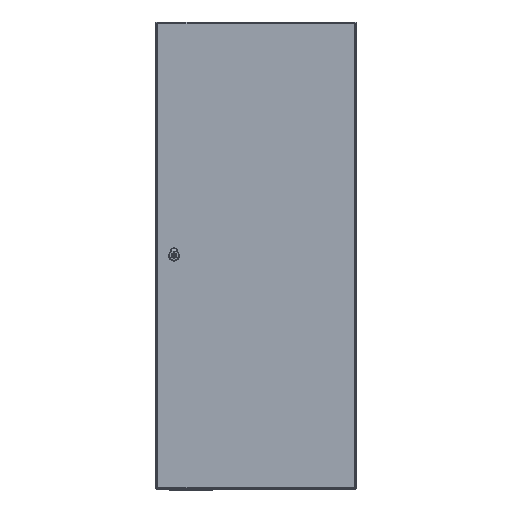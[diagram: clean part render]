
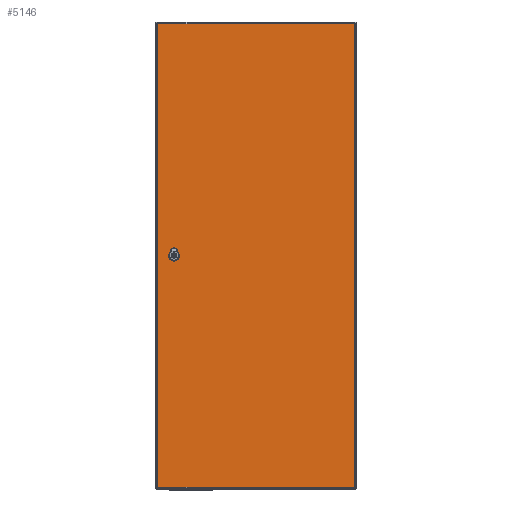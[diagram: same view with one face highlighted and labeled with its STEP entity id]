
A CAD part, top view. The second image highlights one B-rep face of the part: STEP entity #5146.
In plain terms, the highlighted face is planar.
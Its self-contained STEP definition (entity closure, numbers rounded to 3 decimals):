
#3012=FACE_BOUND('',#7460,.T.);
#3013=FACE_BOUND('',#7461,.T.);
#4320=CIRCLE('',#19728,11.25);
#4321=CIRCLE('',#19729,11.25);
#4322=CIRCLE('',#19730,11.25);
#4323=CIRCLE('',#19731,11.25);
#4324=CIRCLE('',#19732,1.);
#4325=CIRCLE('',#19733,1.);
#4326=CIRCLE('',#19734,1.);
#4327=CIRCLE('',#19735,1.);
#5146=ADVANCED_FACE('',(#3012,#3013),#5777,.F.);
#5777=PLANE('',#19736);
#7460=EDGE_LOOP('',(#10279,#10280,#10281,#10282,#10283,#10284,#10285,#10286));
#7461=EDGE_LOOP('',(#10287,#10288,#10289,#10290,#10291,#10292,#10293,#10294));
#10279=ORIENTED_EDGE('',*,*,#15506,.T.);
#10280=ORIENTED_EDGE('',*,*,#15507,.T.);
#10281=ORIENTED_EDGE('',*,*,#15508,.T.);
#10282=ORIENTED_EDGE('',*,*,#15509,.T.);
#10283=ORIENTED_EDGE('',*,*,#15510,.T.);
#10284=ORIENTED_EDGE('',*,*,#15511,.T.);
#10285=ORIENTED_EDGE('',*,*,#15512,.T.);
#10286=ORIENTED_EDGE('',*,*,#15513,.T.);
#10287=ORIENTED_EDGE('',*,*,#15514,.F.);
#10288=ORIENTED_EDGE('',*,*,#15515,.F.);
#10289=ORIENTED_EDGE('',*,*,#15516,.F.);
#10290=ORIENTED_EDGE('',*,*,#15517,.F.);
#10291=ORIENTED_EDGE('',*,*,#15518,.F.);
#10292=ORIENTED_EDGE('',*,*,#15519,.F.);
#10293=ORIENTED_EDGE('',*,*,#15520,.F.);
#10294=ORIENTED_EDGE('',*,*,#15521,.F.);
#13615=VERTEX_POINT('',#28201);
#13616=VERTEX_POINT('',#28202);
#13617=VERTEX_POINT('',#28204);
#13618=VERTEX_POINT('',#28206);
#13619=VERTEX_POINT('',#28208);
#13620=VERTEX_POINT('',#28210);
#13621=VERTEX_POINT('',#28212);
#13622=VERTEX_POINT('',#28214);
#13623=VERTEX_POINT('',#28217);
#13624=VERTEX_POINT('',#28218);
#13625=VERTEX_POINT('',#28220);
#13626=VERTEX_POINT('',#28222);
#13627=VERTEX_POINT('',#28224);
#13628=VERTEX_POINT('',#28226);
#13629=VERTEX_POINT('',#28228);
#13630=VERTEX_POINT('',#28230);
#15506=EDGE_CURVE('',#13615,#13616,#17175,.T.);
#15507=EDGE_CURVE('',#13616,#13617,#4320,.T.);
#15508=EDGE_CURVE('',#13617,#13618,#17176,.T.);
#15509=EDGE_CURVE('',#13618,#13619,#4321,.T.);
#15510=EDGE_CURVE('',#13619,#13620,#17177,.T.);
#15511=EDGE_CURVE('',#13620,#13621,#4322,.T.);
#15512=EDGE_CURVE('',#13621,#13622,#17178,.T.);
#15513=EDGE_CURVE('',#13622,#13615,#4323,.T.);
#15514=EDGE_CURVE('',#13623,#13624,#4324,.T.);
#15515=EDGE_CURVE('',#13625,#13623,#17179,.T.);
#15516=EDGE_CURVE('',#13626,#13625,#4325,.T.);
#15517=EDGE_CURVE('',#13627,#13626,#17180,.T.);
#15518=EDGE_CURVE('',#13628,#13627,#4326,.T.);
#15519=EDGE_CURVE('',#13629,#13628,#17181,.T.);
#15520=EDGE_CURVE('',#13630,#13629,#4327,.T.);
#15521=EDGE_CURVE('',#13624,#13630,#17182,.T.);
#17175=LINE('',#28200,#18220);
#17176=LINE('',#28205,#18221);
#17177=LINE('',#28209,#18222);
#17178=LINE('',#28213,#18223);
#17179=LINE('',#28219,#18224);
#17180=LINE('',#28223,#18225);
#17181=LINE('',#28227,#18226);
#17182=LINE('',#28231,#18227);
#18220=VECTOR('',#23227,1.);
#18221=VECTOR('',#23230,1.);
#18222=VECTOR('',#23233,1.);
#18223=VECTOR('',#23236,1.);
#18224=VECTOR('',#23241,1.);
#18225=VECTOR('',#23244,1.);
#18226=VECTOR('',#23247,1.);
#18227=VECTOR('',#23250,1.);
#19728=AXIS2_PLACEMENT_3D('',#28203,#23228,#23229);
#19729=AXIS2_PLACEMENT_3D('',#28207,#23231,#23232);
#19730=AXIS2_PLACEMENT_3D('',#28211,#23234,#23235);
#19731=AXIS2_PLACEMENT_3D('',#28215,#23237,#23238);
#19732=AXIS2_PLACEMENT_3D('',#28216,#23239,#23240);
#19733=AXIS2_PLACEMENT_3D('',#28221,#23242,#23243);
#19734=AXIS2_PLACEMENT_3D('',#28225,#23245,#23246);
#19735=AXIS2_PLACEMENT_3D('',#28229,#23248,#23249);
#19736=AXIS2_PLACEMENT_3D('',#28232,#23251,#23252);
#23227=DIRECTION('',(-1.,0.,0.));
#23228=DIRECTION('',(0.,0.,1.));
#23229=DIRECTION('',(1.,0.,0.));
#23230=DIRECTION('',(0.,-1.,0.));
#23231=DIRECTION('',(0.,0.,1.));
#23232=DIRECTION('',(1.,0.,0.));
#23233=DIRECTION('',(1.,0.,0.));
#23234=DIRECTION('',(0.,0.,1.));
#23235=DIRECTION('',(1.,0.,0.));
#23236=DIRECTION('',(0.,1.,0.));
#23237=DIRECTION('',(0.,0.,1.));
#23238=DIRECTION('',(1.,0.,0.));
#23239=DIRECTION('',(0.,0.,1.));
#23240=DIRECTION('',(1.,0.,0.));
#23241=DIRECTION('',(0.,-1.,0.));
#23242=DIRECTION('',(0.,0.,1.));
#23243=DIRECTION('',(1.,0.,0.));
#23244=DIRECTION('',(-1.,0.,0.));
#23245=DIRECTION('',(0.,0.,1.));
#23246=DIRECTION('',(1.,0.,0.));
#23247=DIRECTION('',(0.,1.,0.));
#23248=DIRECTION('',(0.,0.,1.));
#23249=DIRECTION('',(1.,0.,0.));
#23250=DIRECTION('',(1.,0.,0.));
#23251=DIRECTION('',(0.,0.,1.));
#23252=DIRECTION('',(1.,0.,0.));
#28200=CARTESIAN_POINT('',(-293.75,10.2,0.));
#28201=CARTESIAN_POINT('',(250.496,10.2,0.));
#28202=CARTESIAN_POINT('',(241.004,10.2,0.));
#28203=CARTESIAN_POINT('',(245.75,0.,0.));
#28204=CARTESIAN_POINT('',(235.55,4.746,0.));
#28205=CARTESIAN_POINT('',(235.55,693.,0.));
#28206=CARTESIAN_POINT('',(235.55,-4.746,0.));
#28207=CARTESIAN_POINT('',(245.75,0.,0.));
#28208=CARTESIAN_POINT('',(241.004,-10.2,0.));
#28209=CARTESIAN_POINT('',(-293.75,-10.2,0.));
#28210=CARTESIAN_POINT('',(250.496,-10.2,0.));
#28211=CARTESIAN_POINT('',(245.75,0.,0.));
#28212=CARTESIAN_POINT('',(255.95,-4.746,0.));
#28213=CARTESIAN_POINT('',(255.95,693.,0.));
#28214=CARTESIAN_POINT('',(255.95,4.746,0.));
#28215=CARTESIAN_POINT('',(245.75,0.,0.));
#28216=CARTESIAN_POINT('',(-293.75,-693.,0.));
#28217=CARTESIAN_POINT('',(-294.75,-693.,0.));
#28218=CARTESIAN_POINT('',(-293.75,-694.,0.));
#28219=CARTESIAN_POINT('',(-294.75,693.,0.));
#28220=CARTESIAN_POINT('',(-294.75,693.,0.));
#28221=CARTESIAN_POINT('',(-293.75,693.,0.));
#28222=CARTESIAN_POINT('',(-293.75,694.,0.));
#28223=CARTESIAN_POINT('',(293.75,694.,0.));
#28224=CARTESIAN_POINT('',(293.75,694.,0.));
#28225=CARTESIAN_POINT('',(293.75,693.,0.));
#28226=CARTESIAN_POINT('',(294.75,693.,0.));
#28227=CARTESIAN_POINT('',(294.75,-693.,0.));
#28228=CARTESIAN_POINT('',(294.75,-693.,0.));
#28229=CARTESIAN_POINT('',(293.75,-693.,0.));
#28230=CARTESIAN_POINT('',(293.75,-694.,0.));
#28231=CARTESIAN_POINT('',(-293.75,-694.,0.));
#28232=CARTESIAN_POINT('',(-293.75,693.,0.));
